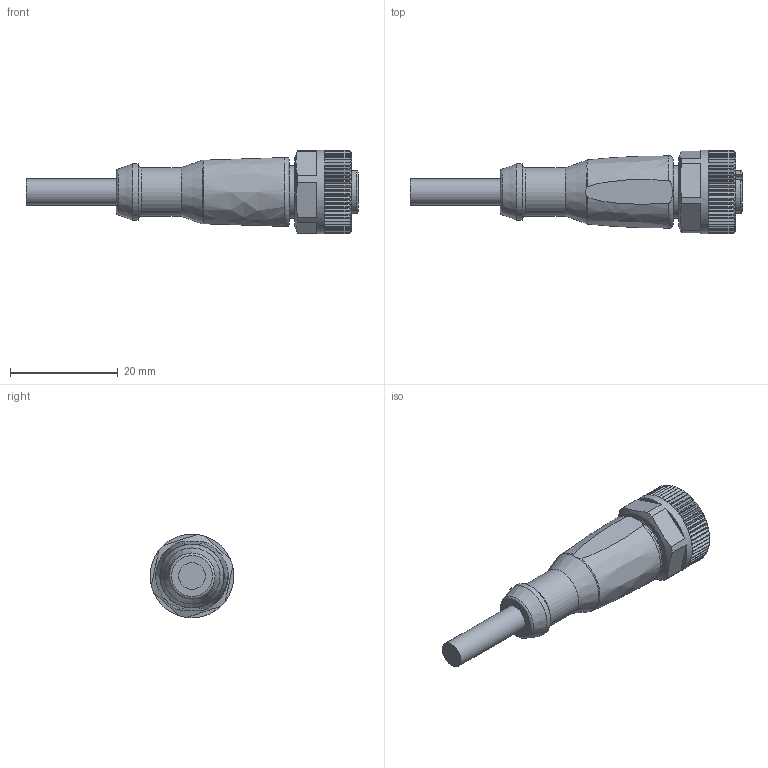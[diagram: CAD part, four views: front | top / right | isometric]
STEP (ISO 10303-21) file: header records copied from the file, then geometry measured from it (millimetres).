
FILE_DESCRIPTION(/* description */ ('Alibre Inc.'),/* implementation_level */ '2;1');
FILE_NAME(/* name */ 'export-817D7DB5-3787-458F-83D3-A980368E42BE',/* time_stamp */ '2023-10-06T18:49:07+02:00',/* author */ (''),/* organization */ (''),/* preprocessor_version */ 'ST-DEVELOPER v17',/* originating_system */ 'Alibre',/* authorisation */ '');
FILE_SCHEMA (('AUTOMOTIVE_DESIGN'));
Length unit declared in the file: millimetre
Products named in the file (1): _EVC706
Bounding box: 61.51 x 15.5 x 15.5 mm (x, y, z)
Volume: 5093.7 mm3; surface area: 3016.5 mm2
Topology: 1 solids, 1 shells, 234 faces, 671 edges, 446 vertices
Faces by surface type: plane 146, cylinder 72, cone 7, torus 7, bspline 2
Full cylindrical faces by diameter (mm): 4.9 x1, 9 x1, 9.8 x1, 10.4 x1, 10.917 x1, 14.5 x1, 15.5 x1
Entity records: 7764 total; most frequent: CARTESIAN_POINT 1893, ORIENTED_EDGE 1342, DIRECTION 999, EDGE_CURVE 671, VERTEX_POINT 446, AXIS2_PLACEMENT_3D 403, VECTOR 346, LINE 346
